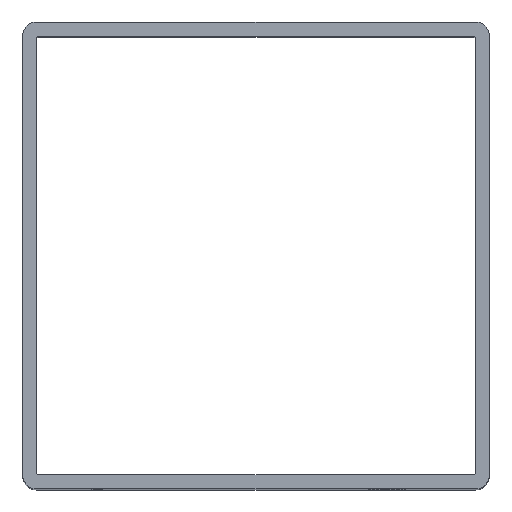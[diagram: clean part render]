
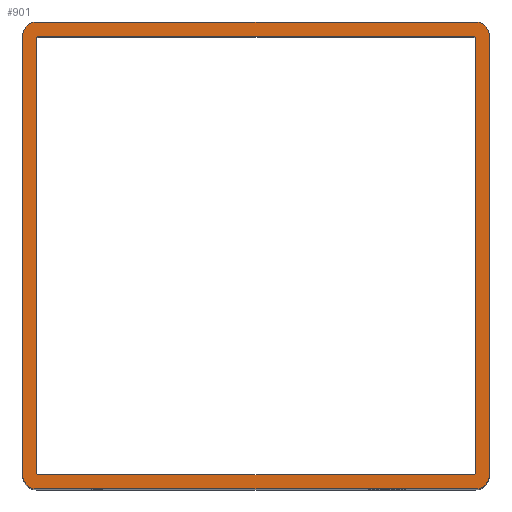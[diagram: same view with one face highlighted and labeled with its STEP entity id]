
A CAD part, top view. The second image highlights one B-rep face of the part: STEP entity #901.
In plain terms, the highlighted planar face has unit normal (0, 0, 1).
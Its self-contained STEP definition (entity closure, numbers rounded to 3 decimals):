
#10 = DIRECTION ( 'NONE',  ( 1., 0., 0. ) ) ;
#16 = VECTOR ( 'NONE', #1089, 1000. ) ;
#31 = DIRECTION ( 'NONE',  ( 0., 0., -1. ) ) ;
#38 = DIRECTION ( 'NONE',  ( 1., 0., 0. ) ) ;
#101 = DIRECTION ( 'NONE',  ( 1., 0., 0. ) ) ;
#115 = DIRECTION ( 'NONE',  ( 0., 0., 1. ) ) ;
#116 = EDGE_CURVE ( 'NONE', #1018, #117, #1651, .T. ) ;
#117 = VERTEX_POINT ( 'NONE', #666 ) ;
#126 = CIRCLE ( 'NONE', #2014, 0.5 ) ;
#165 = VERTEX_POINT ( 'NONE', #385 ) ;
#185 = VERTEX_POINT ( 'NONE', #2842 ) ;
#194 = VECTOR ( 'NONE', #2523, 1000. ) ;
#202 = EDGE_CURVE ( 'NONE', #117, #2041, #364, .T. ) ;
#238 = EDGE_CURVE ( 'NONE', #2041, #2261, #2010, .T. ) ;
#243 = EDGE_CURVE ( 'NONE', #1240, #2305, #1405, .T. ) ;
#254 = DIRECTION ( 'NONE',  ( 0., -1., 0. ) ) ;
#289 = CIRCLE ( 'NONE', #1410, 3. ) ;
#364 = CIRCLE ( 'NONE', #1097, 3. ) ;
#374 = ORIENTED_EDGE ( 'NONE', *, *, #238, .T. ) ;
#385 = CARTESIAN_POINT ( 'NONE',  ( -46.5, 47., 130. ) ) ;
#481 = VECTOR ( 'NONE', #1950, 1000. ) ;
#487 = CIRCLE ( 'NONE', #1592, 3. ) ;
#501 = CARTESIAN_POINT ( 'NONE',  ( 46.5, -46.5, 130. ) ) ;
#505 = CARTESIAN_POINT ( 'NONE',  ( -50., -50., 130. ) ) ;
#507 = LINE ( 'NONE', #1310, #2334 ) ;
#522 = CARTESIAN_POINT ( 'NONE',  ( -50., 47., 130. ) ) ;
#532 = ORIENTED_EDGE ( 'NONE', *, *, #660, .F. ) ;
#541 = CARTESIAN_POINT ( 'NONE',  ( -50., -47., 130. ) ) ;
#545 = ORIENTED_EDGE ( 'NONE', *, *, #2051, .T. ) ;
#550 = VERTEX_POINT ( 'NONE', #1638 ) ;
#553 = CARTESIAN_POINT ( 'NONE',  ( -46.5, -47., 130. ) ) ;
#587 = DIRECTION ( 'NONE',  ( 1., 0., 0. ) ) ;
#596 = AXIS2_PLACEMENT_3D ( 'NONE', #757, #1957, #38 ) ;
#602 = VERTEX_POINT ( 'NONE', #2876 ) ;
#650 = CARTESIAN_POINT ( 'NONE',  ( -47., 50., 130. ) ) ;
#660 = EDGE_CURVE ( 'NONE', #185, #1139, #1062, .T. ) ;
#666 = CARTESIAN_POINT ( 'NONE',  ( -47., 50., 130. ) ) ;
#674 = VECTOR ( 'NONE', #254, 1000. ) ;
#689 = EDGE_LOOP ( 'NONE', ( #1022, #545, #2201, #2732, #2776, #2867, #374, #1637 ) ) ;
#714 = CARTESIAN_POINT ( 'NONE',  ( -46.5, 46.5, 130. ) ) ;
#726 = AXIS2_PLACEMENT_3D ( 'NONE', #817, #1531, #101 ) ;
#729 = ORIENTED_EDGE ( 'NONE', *, *, #243, .T. ) ;
#734 = CIRCLE ( 'NONE', #726, 3. ) ;
#757 = CARTESIAN_POINT ( 'NONE',  ( 0., 0., 130. ) ) ;
#817 = CARTESIAN_POINT ( 'NONE',  ( 47., 47., 130. ) ) ;
#837 = CARTESIAN_POINT ( 'NONE',  ( 46.5, 47., 130. ) ) ;
#842 = LINE ( 'NONE', #505, #481 ) ;
#885 = VECTOR ( 'NONE', #1763, 1000. ) ;
#891 = DIRECTION ( 'NONE',  ( 0., 0., 1. ) ) ;
#901 = ADVANCED_FACE ( 'NONE', ( #1197, #1345 ), #1449, .T. ) ;
#1018 = VERTEX_POINT ( 'NONE', #1636 ) ;
#1022 = ORIENTED_EDGE ( 'NONE', *, *, #2857, .T. ) ;
#1046 = CARTESIAN_POINT ( 'NONE',  ( -47., -47., 130. ) ) ;
#1049 = EDGE_CURVE ( 'NONE', #2798, #165, #1843, .T. ) ;
#1062 = LINE ( 'NONE', #650, #2755 ) ;
#1075 = CARTESIAN_POINT ( 'NONE',  ( 47., -50., 130. ) ) ;
#1089 = DIRECTION ( 'NONE',  ( 0., 1., 0. ) ) ;
#1092 = EDGE_CURVE ( 'NONE', #2762, #2881, #507, .T. ) ;
#1097 = AXIS2_PLACEMENT_3D ( 'NONE', #2354, #891, #1878 ) ;
#1105 = CARTESIAN_POINT ( 'NONE',  ( 46.5, -47., 130. ) ) ;
#1106 = EDGE_LOOP ( 'NONE', ( #2855, #1793, #2330, #729, #2213, #2845, #532, #1655 ) ) ;
#1139 = VERTEX_POINT ( 'NONE', #1375 ) ;
#1189 = DIRECTION ( 'NONE',  ( 1., 0., 0. ) ) ;
#1197 = FACE_OUTER_BOUND ( 'NONE', #689, .T. ) ;
#1240 = VERTEX_POINT ( 'NONE', #2652 ) ;
#1252 = CIRCLE ( 'NONE', #2686, 0.5 ) ;
#1277 = CARTESIAN_POINT ( 'NONE',  ( 50., -47., 130. ) ) ;
#1310 = CARTESIAN_POINT ( 'NONE',  ( 50., 50., 130. ) ) ;
#1345 = FACE_BOUND ( 'NONE', #1106, .T. ) ;
#1364 = DIRECTION ( 'NONE',  ( 0., -1., 0. ) ) ;
#1375 = CARTESIAN_POINT ( 'NONE',  ( -47., -46.5, 130. ) ) ;
#1401 = DIRECTION ( 'NONE',  ( 0., 0., 1. ) ) ;
#1405 = CIRCLE ( 'NONE', #2475, 0.5 ) ;
#1410 = AXIS2_PLACEMENT_3D ( 'NONE', #2139, #1401, #2336 ) ;
#1411 = VERTEX_POINT ( 'NONE', #553 ) ;
#1437 = LINE ( 'NONE', #2058, #16 ) ;
#1449 = PLANE ( 'NONE',  #596 ) ;
#1477 = CARTESIAN_POINT ( 'NONE',  ( -46.5, -46.5, 130. ) ) ;
#1531 = DIRECTION ( 'NONE',  ( 0., 0., 1. ) ) ;
#1584 = EDGE_CURVE ( 'NONE', #1240, #550, #1437, .T. ) ;
#1592 = AXIS2_PLACEMENT_3D ( 'NONE', #1046, #115, #587 ) ;
#1593 = DIRECTION ( 'NONE',  ( 0., 1., 0. ) ) ;
#1636 = CARTESIAN_POINT ( 'NONE',  ( 47., 50., 130. ) ) ;
#1637 = ORIENTED_EDGE ( 'NONE', *, *, #2127, .T. ) ;
#1638 = CARTESIAN_POINT ( 'NONE',  ( 47., 46.5, 130. ) ) ;
#1651 = LINE ( 'NONE', #2747, #194 ) ;
#1655 = ORIENTED_EDGE ( 'NONE', *, *, #2405, .T. ) ;
#1674 = CARTESIAN_POINT ( 'NONE',  ( 50., 47., 130. ) ) ;
#1676 = DIRECTION ( 'NONE',  ( 1., 0., 0. ) ) ;
#1689 = EDGE_CURVE ( 'NONE', #2881, #1018, #734, .T. ) ;
#1763 = DIRECTION ( 'NONE',  ( 1., 0., 0. ) ) ;
#1793 = ORIENTED_EDGE ( 'NONE', *, *, #2222, .T. ) ;
#1843 = LINE ( 'NONE', #522, #2328 ) ;
#1878 = DIRECTION ( 'NONE',  ( 1., 0., 0. ) ) ;
#1950 = DIRECTION ( 'NONE',  ( 1., 0., 0. ) ) ;
#1957 = DIRECTION ( 'NONE',  ( 0., 0., 1. ) ) ;
#2010 = LINE ( 'NONE', #3122, #674 ) ;
#2014 = AXIS2_PLACEMENT_3D ( 'NONE', #1477, #31, #2232 ) ;
#2041 = VERTEX_POINT ( 'NONE', #3039 ) ;
#2051 = EDGE_CURVE ( 'NONE', #2631, #2762, #289, .T. ) ;
#2058 = CARTESIAN_POINT ( 'NONE',  ( 47., 50., 130. ) ) ;
#2127 = EDGE_CURVE ( 'NONE', #2261, #602, #487, .T. ) ;
#2139 = CARTESIAN_POINT ( 'NONE',  ( 47., -47., 130. ) ) ;
#2160 = DIRECTION ( 'NONE',  ( 0., 0., -1. ) ) ;
#2165 = DIRECTION ( 'NONE',  ( 0., 0., -1. ) ) ;
#2175 = CARTESIAN_POINT ( 'NONE',  ( 46.5, 46.5, 130. ) ) ;
#2201 = ORIENTED_EDGE ( 'NONE', *, *, #1092, .T. ) ;
#2213 = ORIENTED_EDGE ( 'NONE', *, *, #2574, .F. ) ;
#2222 = EDGE_CURVE ( 'NONE', #2798, #550, #2731, .T. ) ;
#2232 = DIRECTION ( 'NONE',  ( 1., 0., 0. ) ) ;
#2261 = VERTEX_POINT ( 'NONE', #541 ) ;
#2305 = VERTEX_POINT ( 'NONE', #1105 ) ;
#2328 = VECTOR ( 'NONE', #2422, 1000. ) ;
#2330 = ORIENTED_EDGE ( 'NONE', *, *, #1584, .F. ) ;
#2334 = VECTOR ( 'NONE', #1593, 1000. ) ;
#2336 = DIRECTION ( 'NONE',  ( 1., 0., 0. ) ) ;
#2354 = CARTESIAN_POINT ( 'NONE',  ( -47., 47., 130. ) ) ;
#2405 = EDGE_CURVE ( 'NONE', #185, #165, #1252, .T. ) ;
#2422 = DIRECTION ( 'NONE',  ( -1., 0., 0. ) ) ;
#2475 = AXIS2_PLACEMENT_3D ( 'NONE', #501, #2160, #10 ) ;
#2523 = DIRECTION ( 'NONE',  ( -1., 0., 0. ) ) ;
#2574 = EDGE_CURVE ( 'NONE', #1411, #2305, #2642, .T. ) ;
#2631 = VERTEX_POINT ( 'NONE', #1075 ) ;
#2642 = LINE ( 'NONE', #2949, #885 ) ;
#2652 = CARTESIAN_POINT ( 'NONE',  ( 47., -46.5, 130. ) ) ;
#2686 = AXIS2_PLACEMENT_3D ( 'NONE', #714, #2862, #1189 ) ;
#2706 = AXIS2_PLACEMENT_3D ( 'NONE', #2175, #2165, #1676 ) ;
#2731 = CIRCLE ( 'NONE', #2706, 0.5 ) ;
#2732 = ORIENTED_EDGE ( 'NONE', *, *, #1689, .T. ) ;
#2747 = CARTESIAN_POINT ( 'NONE',  ( -50., 50., 130. ) ) ;
#2755 = VECTOR ( 'NONE', #1364, 1000. ) ;
#2762 = VERTEX_POINT ( 'NONE', #1277 ) ;
#2776 = ORIENTED_EDGE ( 'NONE', *, *, #116, .T. ) ;
#2798 = VERTEX_POINT ( 'NONE', #837 ) ;
#2842 = CARTESIAN_POINT ( 'NONE',  ( -47., 46.5, 130. ) ) ;
#2845 = ORIENTED_EDGE ( 'NONE', *, *, #2885, .T. ) ;
#2855 = ORIENTED_EDGE ( 'NONE', *, *, #1049, .F. ) ;
#2857 = EDGE_CURVE ( 'NONE', #602, #2631, #842, .T. ) ;
#2862 = DIRECTION ( 'NONE',  ( 0., 0., -1. ) ) ;
#2867 = ORIENTED_EDGE ( 'NONE', *, *, #202, .T. ) ;
#2876 = CARTESIAN_POINT ( 'NONE',  ( -47., -50., 130. ) ) ;
#2881 = VERTEX_POINT ( 'NONE', #1674 ) ;
#2885 = EDGE_CURVE ( 'NONE', #1411, #1139, #126, .T. ) ;
#2949 = CARTESIAN_POINT ( 'NONE',  ( -50., -47., 130. ) ) ;
#3039 = CARTESIAN_POINT ( 'NONE',  ( -50., 47., 130. ) ) ;
#3122 = CARTESIAN_POINT ( 'NONE',  ( -50., 50., 130. ) ) ;
